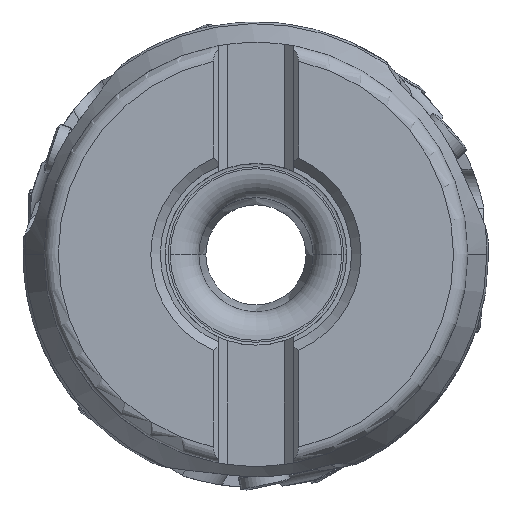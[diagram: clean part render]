
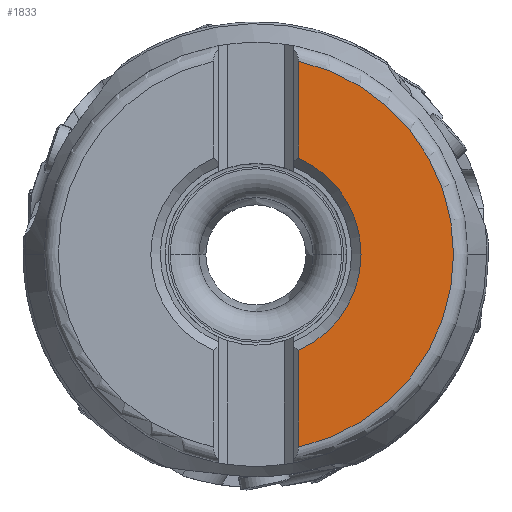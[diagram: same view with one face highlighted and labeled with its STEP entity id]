
A CAD part, top view. The second image highlights one B-rep face of the part: STEP entity #1833.
In plain terms, the highlighted planar face has unit normal (0, 0, 1).
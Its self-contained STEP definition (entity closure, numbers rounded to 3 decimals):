
#787=PLANE('',#19716);
#1833=ADVANCED_FACE('',(#2964),#787,.T.);
#2964=FACE_OUTER_BOUND('',#3999,.T.);
#3999=EDGE_LOOP('',(#10148,#10149,#10150,#10151));
#5128=LINE('',#36886,#6096);
#5129=LINE('',#36890,#6097);
#6096=VECTOR('',#23340,1.);
#6097=VECTOR('',#23345,1.);
#10148=ORIENTED_EDGE('',*,*,#16364,.F.);
#10149=ORIENTED_EDGE('',*,*,#16365,.T.);
#10150=ORIENTED_EDGE('',*,*,#16357,.F.);
#10151=ORIENTED_EDGE('',*,*,#16363,.T.);
#14033=VERTEX_POINT('',#36843);
#14034=VERTEX_POINT('',#36844);
#14037=VERTEX_POINT('',#36885);
#14038=VERTEX_POINT('',#36889);
#16357=EDGE_CURVE('',#14033,#14034,#17940,.T.);
#16363=EDGE_CURVE('',#14033,#14037,#5128,.T.);
#16364=EDGE_CURVE('',#14038,#14037,#17942,.T.);
#16365=EDGE_CURVE('',#14038,#14034,#5129,.T.);
#17940=CIRCLE('',#19711,20.725);
#17942=CIRCLE('',#19715,11.025);
#19711=AXIS2_PLACEMENT_3D('',#36842,#23334,#23335);
#19715=AXIS2_PLACEMENT_3D('',#36888,#23343,#23344);
#19716=AXIS2_PLACEMENT_3D('',#36891,#23346,#23347);
#23334=DIRECTION('',(0.,0.,-1.));
#23335=DIRECTION('',(0.216,0.976,0.));
#23340=DIRECTION('',(0.,-1.,0.));
#23343=DIRECTION('',(0.,0.,1.));
#23344=DIRECTION('',(0.405,-0.914,0.));
#23345=DIRECTION('',(0.,-1.,0.));
#23346=DIRECTION('',(0.,0.,1.));
#23347=DIRECTION('',(-1.,0.,0.));
#36842=CARTESIAN_POINT('',(0.,0.,0.));
#36843=CARTESIAN_POINT('',(4.47,20.237,0.));
#36844=CARTESIAN_POINT('',(4.47,-20.237,0.));
#36885=CARTESIAN_POINT('',(4.47,10.078,0.));
#36886=CARTESIAN_POINT('',(4.47,20.237,0.));
#36888=CARTESIAN_POINT('',(0.,0.,0.));
#36889=CARTESIAN_POINT('',(4.47,-10.078,0.));
#36890=CARTESIAN_POINT('',(4.47,-10.078,0.));
#36891=CARTESIAN_POINT('',(12.599,0.,0.));
